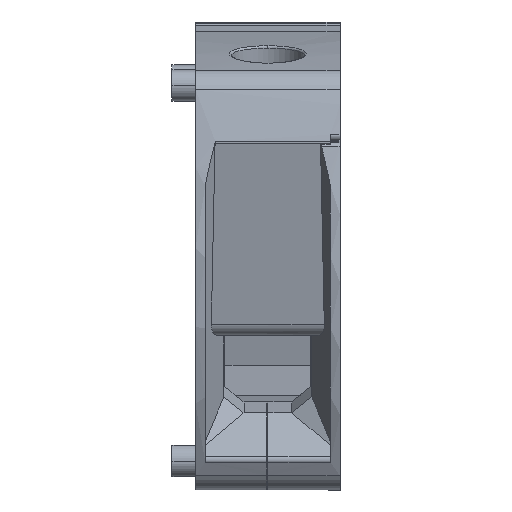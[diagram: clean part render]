
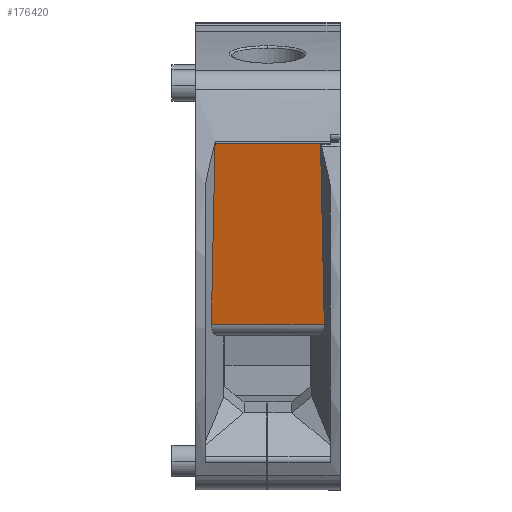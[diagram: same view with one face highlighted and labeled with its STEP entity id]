
A CAD part, front view. The second image highlights one B-rep face of the part: STEP entity #176420.
In plain terms, the highlighted face is planar.
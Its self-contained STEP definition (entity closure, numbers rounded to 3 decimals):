
#169230=CARTESIAN_POINT('',(-41.454,-14.075,
2.024));
#169240=VERTEX_POINT('',#169230);
#169270=CARTESIAN_POINT('',(-44.354,-1.515,
2.284));
#169280=DIRECTION('',(-0.225,0.974,
0.02));
#169290=VECTOR('',#169280,1.);
#169300=LINE('',#169270,#169290);
#169310=CARTESIAN_POINT('',(-37.121,-32.843,
1.636));
#169320=VERTEX_POINT('',#169310);
#169330=EDGE_CURVE('',#169320,#169240,#169300,.T.);
#171100=CARTESIAN_POINT('',(-41.436,-14.151,
14.));
#171110=VERTEX_POINT('',#171100);
#171140=CARTESIAN_POINT('',(-44.354,-1.515,
14.));
#171150=DIRECTION('',(-0.225,0.974,
0.));
#171160=VECTOR('',#171150,1.);
#171170=LINE('',#171140,#171160);
#171180=CARTESIAN_POINT('',(-41.454,-14.075,
14.));
#171190=VERTEX_POINT('',#171180);
#171200=EDGE_CURVE('',#171110,#171190,#171170,.T.);
#173890=CARTESIAN_POINT('',(-41.454,-14.075,
-0.05));
#173900=DIRECTION('',(0.,0.,1.));
#173910=VECTOR('',#173900,1.);
#173920=LINE('',#173890,#173910);
#173930=EDGE_CURVE('',#169240,#171190,#173920,.T.);
#175920=CARTESIAN_POINT('',(-37.121,-32.843,
-0.05));
#175930=DIRECTION('',(0.,0.,1.));
#175940=VECTOR('',#175930,1.);
#175950=LINE('',#175920,#175940);
#175960=CARTESIAN_POINT('',(-37.121,-32.843,
13.364));
#175970=VERTEX_POINT('',#175960);
#175980=EDGE_CURVE('',#169320,#175970,#175950,.T.);
#176170=CARTESIAN_POINT('',(-41.477,-13.973,
0.9));
#176180=DIRECTION('',(0.974,0.225,
0.));
#176190=DIRECTION('',(0.225,-0.974,
0.));
#176200=AXIS2_PLACEMENT_3D('',#176170,#176180,#176190);
#176210=PLANE('',#176200);
#176220=ORIENTED_EDGE('',*,*,#171200,.T.);
#176230=CARTESIAN_POINT('',(-41.436,-14.151,
14.1));
#176240=DIRECTION('',(0.,0.,1.));
#176250=VECTOR('',#176240,1.);
#176260=LINE('',#176230,#176250);
#176270=CARTESIAN_POINT('',(-41.436,-14.151,
12.977));
#176280=VERTEX_POINT('',#176270);
#176290=EDGE_CURVE('',#176280,#171110,#176260,.T.);
#176300=ORIENTED_EDGE('',*,*,#176290,.T.);
#176310=CARTESIAN_POINT('',(-44.688,-0.066,
12.686));
#176320=DIRECTION('',(0.225,-0.974,
0.02));
#176330=VECTOR('',#176320,1.);
#176340=LINE('',#176310,#176330);
#176350=EDGE_CURVE('',#176280,#175970,#176340,.T.);
#176360=ORIENTED_EDGE('',*,*,#176350,.F.);
#176370=ORIENTED_EDGE('',*,*,#175980,.T.);
#176380=ORIENTED_EDGE('',*,*,#169330,.F.);
#176390=ORIENTED_EDGE('',*,*,#173930,.F.);
#176400=EDGE_LOOP('',(#176390,#176380,#176370,#176360,#176300,#176220));
#176410=FACE_OUTER_BOUND('',#176400,.T.);
#176420=ADVANCED_FACE('',(#176410),#176210,.F.);
